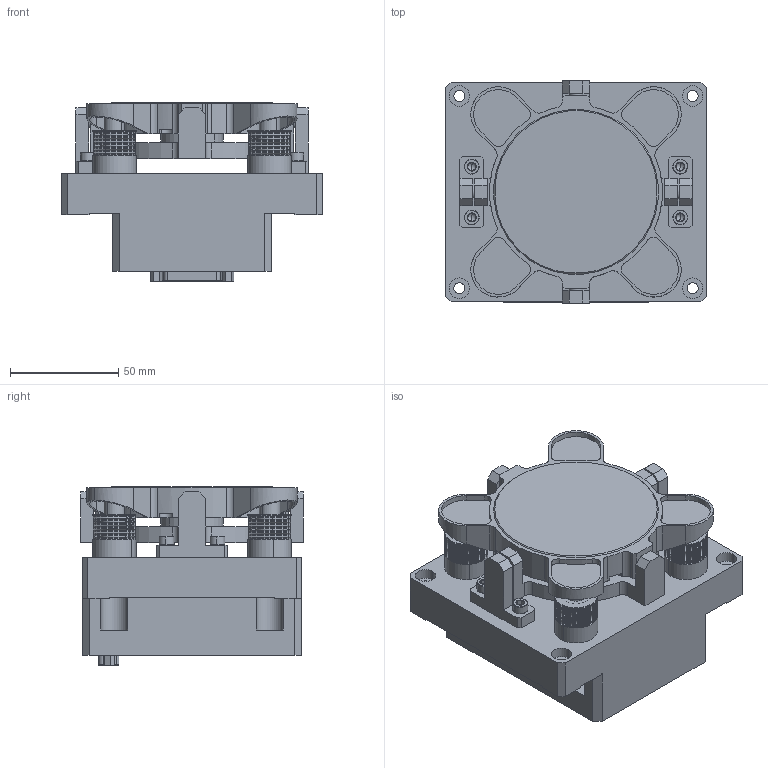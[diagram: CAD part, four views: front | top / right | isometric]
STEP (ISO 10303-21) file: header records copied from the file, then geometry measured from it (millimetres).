
FILE_DESCRIPTION (( 'STEP AP203' ), '1' );
FILE_NAME ('NS001 Simple Model.STEP', '2012-09-28T23:30:11', ( '' ), ( '' ), 'SwSTEP 2.0', 'SolidWorks 2011', '' );
FILE_SCHEMA (( 'CONFIG_CONTROL_DESIGN' ));
Length unit declared in the file: inch
Products named in the file (1): NS001 Simple Model
Bounding box: 120.65 x 102.92 x 82.78 mm (x, y, z)
Volume: 572098.8 mm3; surface area: 99831.1 mm2
Topology: 69 solids, 69 shells, 895 faces, 2103 edges, 1264 vertices
Faces by surface type: plane 306, torus 293, cylinder 246, cone 42, sphere 8
Entity records: 26139 total; most frequent: DIRECTION 4996, CARTESIAN_POINT 4593, ORIENTED_EDGE 4206, EDGE_CURVE 2103, AXIS2_PLACEMENT_3D 2051, VERTEX_POINT 1264, CIRCLE 1155, EDGE_LOOP 969
